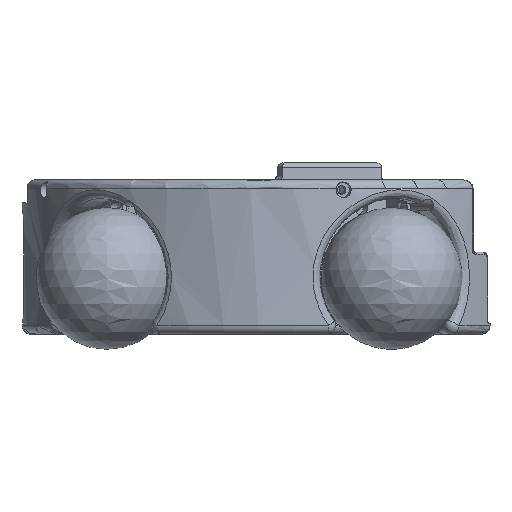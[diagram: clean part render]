
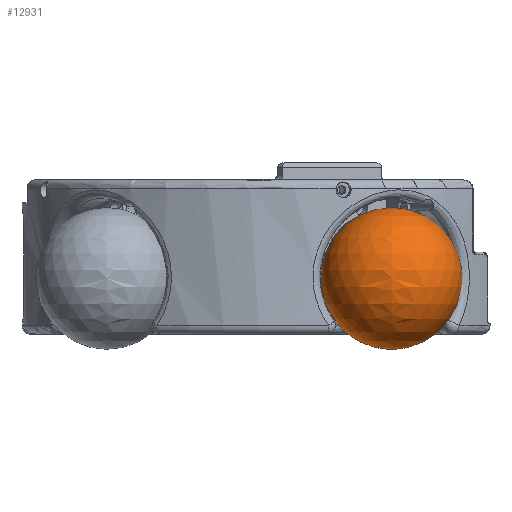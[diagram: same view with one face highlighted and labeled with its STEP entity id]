
A CAD part, left-side view. The second image highlights one B-rep face of the part: STEP entity #12931.
In plain terms, the highlighted spherical face has radius 24.75 mm.
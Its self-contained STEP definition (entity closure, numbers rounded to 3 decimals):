
#2594=SPHERICAL_SURFACE('',#14212,24.75);
#3267=FACE_OUTER_BOUND('',#4007,.T.);
#4007=EDGE_LOOP('',(#11671,#11672));
#4583=CIRCLE('',#14213,24.75);
#6088=VERTEX_POINT('',#30752);
#6089=VERTEX_POINT('',#30753);
#7950=EDGE_CURVE('',#6088,#6089,#4583,.T.);
#11671=ORIENTED_EDGE('',*,*,#7950,.T.);
#11672=ORIENTED_EDGE('',*,*,#7950,.F.);
#12931=ADVANCED_FACE('',(#3267),#2594,.T.);
#14212=AXIS2_PLACEMENT_3D('',#30751,#17572,#17573);
#14213=AXIS2_PLACEMENT_3D('',#30754,#17574,#17575);
#17572=DIRECTION('center_axis',(0.,0.,1.));
#17573=DIRECTION('ref_axis',(1.,0.,0.));
#17574=DIRECTION('center_axis',(0.,-1.,0.));
#17575=DIRECTION('ref_axis',(-1.,0.,0.));
#30751=CARTESIAN_POINT('Origin',(0.,0.,0.));
#30752=CARTESIAN_POINT('',(0.,0.,
24.75));
#30753=CARTESIAN_POINT('',(0.,0.,
-24.75));
#30754=CARTESIAN_POINT('Origin',(0.,0.,0.));
